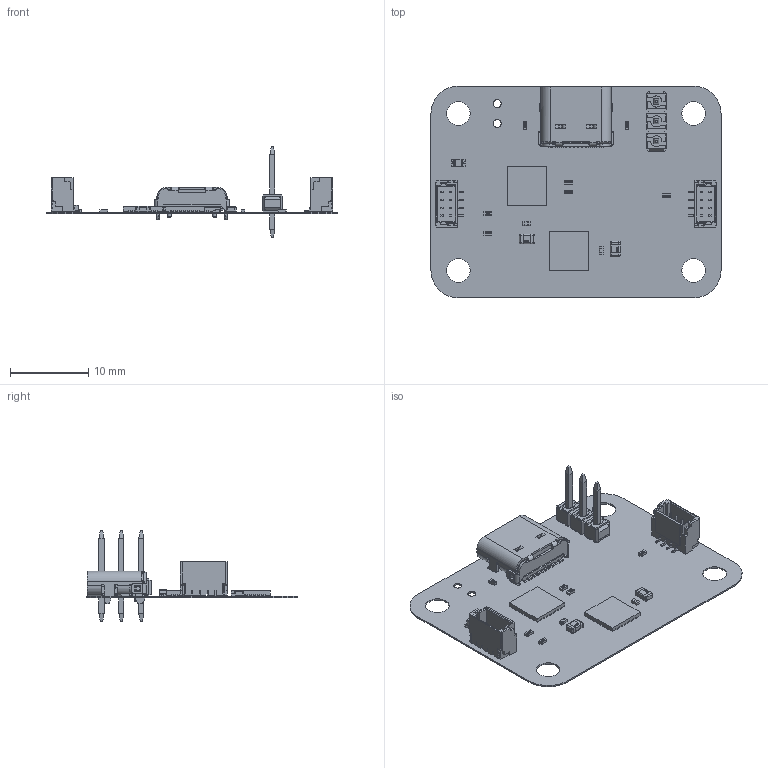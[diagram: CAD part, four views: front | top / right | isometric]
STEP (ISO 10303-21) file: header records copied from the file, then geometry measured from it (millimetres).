
FILE_DESCRIPTION(('Open CASCADE Model'),'2;1');
FILE_NAME('Open CASCADE Shape Model','2025-06-10T06:51:59',('Author'),( 'Open CASCADE'),'Open CASCADE STEP processor 7.5','Open CASCADE 7.5' ,'Unknown');
FILE_SCHEMA(('AUTOMOTIVE_DESIGN { 1 0 10303 214 1 1 1 1 }'));
Length unit declared in the file: millimetre
Products named in the file (44): PCB; Board; Open CASCADE STEP translator 7.5 1.1.1; P1; 022284033; Open CASCADE STEP translator 7.5 1.2.1.1; Open CASCADE STEP translator 7.5 1.2.1.2; R6; User Library-R SMD 0402; User Library-R SMD 0402_0402 BODY; User Library-R SMD 0402_0402 PAD; User Library-R SMD 0402_0402 OPIS; R5; R3; R2; R1; R7; X2; USB4105-15-A; NONE; ÇÐ³ý-À­Éì2; C6; C0402; C7; 0805 SMD Capacitor; U; DUELink-U-Connector-BM04B-SRSS-TB; D; DUELink-Connector-BM04B-SRSS-TB; STAT; 0603 LED Green; Solid1; Solid4; R4; C2; C1; Free-Models; STM32-QFN32
Assembly tree (53 placements, depth 4):
  PCB
    Board
      Open CASCADE STEP translator 7.5 1.1.1
    P1
      022284033
        Open CASCADE STEP translator 7.5 1.2.1.1
        Open CASCADE STEP translator 7.5 1.2.1.2
    R6
      User Library-R SMD 0402
        User Library-R SMD 0402_0402 BODY
        User Library-R SMD 0402_0402 PAD  x2
        User Library-R SMD 0402_0402 OPIS
    R5
      User Library-R SMD 0402
        User Library-R SMD 0402_0402 BODY
        User Library-R SMD 0402_0402 PAD  x2
        User Library-R SMD 0402_0402 OPIS
    R3
      User Library-R SMD 0402
        User Library-R SMD 0402_0402 BODY
        User Library-R SMD 0402_0402 PAD  x2
        User Library-R SMD 0402_0402 OPIS
    R2
      User Library-R SMD 0402
        User Library-R SMD 0402_0402 BODY
        User Library-R SMD 0402_0402 PAD  x2
        User Library-R SMD 0402_0402 OPIS
    R1
      User Library-R SMD 0402
        User Library-R SMD 0402_0402 BODY
        User Library-R SMD 0402_0402 PAD  x2
        User Library-R SMD 0402_0402 OPIS
    R7
      User Library-R SMD 0402
        User Library-R SMD 0402_0402 BODY
        User Library-R SMD 0402_0402 PAD  x2
        User Library-R SMD 0402_0402 OPIS
    X2
      USB4105-15-A
        NONE
        ÇÐ³ý-À­Éì2
    C6
      C0402
    C7
      0805 SMD Capacitor
    U
      DUELink-U-Connector-BM04B-SRSS-TB
    D
      DUELink-Connector-BM04B-SRSS-TB
    STAT
      0603 LED Green
        Solid1
        Solid4
        Solid1
        Solid1
        Solid4
        Solid1
        Solid1
        Solid1
    R4
Bounding box: 37 x 27 x 11.56 mm (x, y, z)
Volume: 477.1 mm3; surface area: 3500.7 mm2
Topology: 142 solids, 154 shells, 4492 faces, 13353 edges, 10638 vertices
Faces by surface type: plane 3187, cylinder 923, bspline 320, cone 30, revolution 16, sphere 16
Full cylindrical faces by diameter (mm): 0.5 x2, 0.65 x2, 1.016 x2, 1.02 x3, 3 x4
Entity records: 141648 total; most frequent: CARTESIAN_POINT 28926, ORIENTED_EDGE 18546, DIRECTION 18451, EDGE_CURVE 9273, LINE 8587, VECTOR 8587, VERTEX_POINT 6046, AXIS2_PLACEMENT_3D 4928
